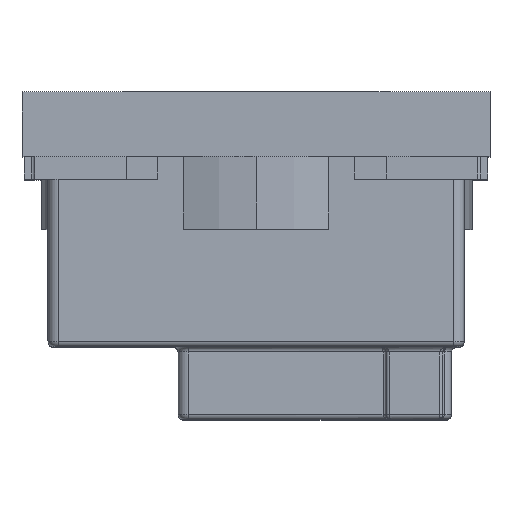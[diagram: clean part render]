
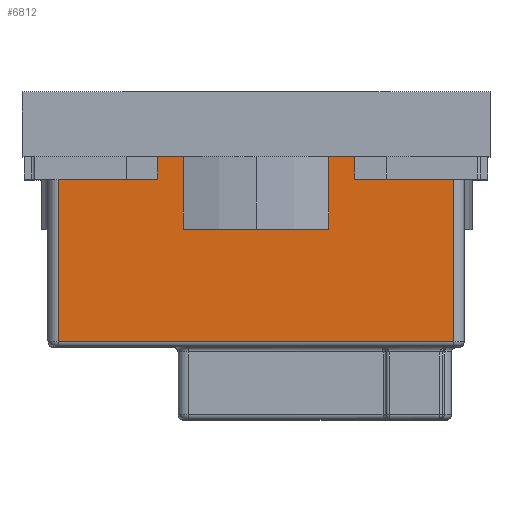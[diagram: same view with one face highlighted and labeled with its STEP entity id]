
A CAD part, top view. The second image highlights one B-rep face of the part: STEP entity #6812.
In plain terms, the highlighted planar face has unit normal (0, 0, 1).
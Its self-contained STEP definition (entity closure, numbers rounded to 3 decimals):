
#111 = LINE ( 'NONE', #5138, #7436 ) ;
#317 = LINE ( 'NONE', #11060, #15991 ) ;
#566 = EDGE_CURVE ( 'NONE', #4909, #7156, #14949, .T. ) ;
#602 = DIRECTION ( 'NONE',  ( -1., 0., 0. ) ) ;
#692 = DIRECTION ( 'NONE',  ( 0., 0., -1. ) ) ;
#747 = VECTOR ( 'NONE', #8446, 1000. ) ;
#1018 = VECTOR ( 'NONE', #10692, 1000. ) ;
#1061 = CARTESIAN_POINT ( 'NONE',  ( 15.5, 17.4, -2.5 ) ) ;
#1122 = EDGE_CURVE ( 'NONE', #4909, #14722, #4981, .T. ) ;
#1692 = CARTESIAN_POINT ( 'NONE',  ( 2.5, 15.2, -2.5 ) ) ;
#1888 = ORIENTED_EDGE ( 'NONE', *, *, #13263, .F. ) ;
#2419 = ORIENTED_EDGE ( 'NONE', *, *, #14924, .T. ) ;
#2708 = VERTEX_POINT ( 'NONE', #16566 ) ;
#2813 = VERTEX_POINT ( 'NONE', #9978 ) ;
#2830 = CARTESIAN_POINT ( 'NONE',  ( 13., -15.6, -2.5 ) ) ;
#2834 = CARTESIAN_POINT ( 'NONE',  ( 22.5, 17.4, -2.5 ) ) ;
#2847 = DIRECTION ( 'NONE',  ( 1., 0., 0. ) ) ;
#3132 = ORIENTED_EDGE ( 'NONE', *, *, #16241, .F. ) ;
#3230 = CARTESIAN_POINT ( 'NONE',  ( 2.5, 15.2, -2.5 ) ) ;
#3686 = CARTESIAN_POINT ( 'NONE',  ( 29.5, 10.4, -2.5 ) ) ;
#3800 = CARTESIAN_POINT ( 'NONE',  ( 41.5, -0.4, -2.5 ) ) ;
#3900 = CARTESIAN_POINT ( 'NONE',  ( 22.5, 17.4, -2.5 ) ) ;
#4078 = VERTEX_POINT ( 'NONE', #10515 ) ;
#4193 = ORIENTED_EDGE ( 'NONE', *, *, #9959, .F. ) ;
#4719 = VECTOR ( 'NONE', #12606, 1000. ) ;
#4803 = CARTESIAN_POINT ( 'NONE',  ( 32., -15.6, -2.5 ) ) ;
#4909 = VERTEX_POINT ( 'NONE', #15594 ) ;
#4945 = CARTESIAN_POINT ( 'NONE',  ( 41.5, -0.9, -2.5 ) ) ;
#4981 = LINE ( 'NONE', #2830, #11510 ) ;
#4983 = CARTESIAN_POINT ( 'NONE',  ( 3.5, -0.4, -2.5 ) ) ;
#5138 = CARTESIAN_POINT ( 'NONE',  ( 15.5, 10.4, -2.5 ) ) ;
#5359 = VERTEX_POINT ( 'NONE', #3686 ) ;
#5444 = VERTEX_POINT ( 'NONE', #3800 ) ;
#5496 = LINE ( 'NONE', #3230, #8138 ) ;
#5530 = VECTOR ( 'NONE', #13230, 1000. ) ;
#5826 = ORIENTED_EDGE ( 'NONE', *, *, #12765, .T. ) ;
#6260 = DIRECTION ( 'NONE',  ( 0., 1., 0. ) ) ;
#6265 = VERTEX_POINT ( 'NONE', #12639 ) ;
#6367 = VECTOR ( 'NONE', #6260, 1000. ) ;
#6467 = VERTEX_POINT ( 'NONE', #7681 ) ;
#6812 = ADVANCED_FACE ( 'NONE', ( #12458 ), #7193, .F. ) ;
#6913 = EDGE_CURVE ( 'NONE', #6467, #13831, #7800, .T. ) ;
#6983 = VERTEX_POINT ( 'NONE', #4983 ) ;
#7156 = VERTEX_POINT ( 'NONE', #1061 ) ;
#7193 = PLANE ( 'NONE',  #8963 ) ;
#7436 = VECTOR ( 'NONE', #14242, 1000. ) ;
#7610 = LINE ( 'NONE', #16746, #14530 ) ;
#7681 = CARTESIAN_POINT ( 'NONE',  ( 32., 15.2, -2.5 ) ) ;
#7800 = LINE ( 'NONE', #4803, #4719 ) ;
#7966 = ORIENTED_EDGE ( 'NONE', *, *, #566, .F. ) ;
#8046 = CARTESIAN_POINT ( 'NONE',  ( 41.5, -0.4, -2.5 ) ) ;
#8138 = VECTOR ( 'NONE', #602, 1000. ) ;
#8196 = VECTOR ( 'NONE', #13409, 1000. ) ;
#8338 = LINE ( 'NONE', #8046, #1018 ) ;
#8363 = ORIENTED_EDGE ( 'NONE', *, *, #10616, .F. ) ;
#8446 = DIRECTION ( 'NONE',  ( 0., 1., 0. ) ) ;
#8547 = ORIENTED_EDGE ( 'NONE', *, *, #12034, .F. ) ;
#8953 = DIRECTION ( 'NONE',  ( 0., -1., 0. ) ) ;
#8963 = AXIS2_PLACEMENT_3D ( 'NONE', #16308, #692, #9828 ) ;
#8995 = EDGE_CURVE ( 'NONE', #2813, #6467, #5496, .T. ) ;
#9828 = DIRECTION ( 'NONE',  ( -1., 0., 0. ) ) ;
#9959 = EDGE_CURVE ( 'NONE', #2708, #5359, #111, .T. ) ;
#9978 = CARTESIAN_POINT ( 'NONE',  ( 41.5, 15.2, -2.5 ) ) ;
#10515 = CARTESIAN_POINT ( 'NONE',  ( 3.5, 15.2, -2.5 ) ) ;
#10615 = ORIENTED_EDGE ( 'NONE', *, *, #8995, .T. ) ;
#10616 = EDGE_CURVE ( 'NONE', #6983, #4078, #317, .T. ) ;
#10692 = DIRECTION ( 'NONE',  ( 1., 0., 0. ) ) ;
#11060 = CARTESIAN_POINT ( 'NONE',  ( 3.5, -0.9, -2.5 ) ) ;
#11158 = LINE ( 'NONE', #16253, #747 ) ;
#11162 = ORIENTED_EDGE ( 'NONE', *, *, #1122, .T. ) ;
#11510 = VECTOR ( 'NONE', #15439, 1000. ) ;
#11531 = VECTOR ( 'NONE', #2847, 1000. ) ;
#11668 = ORIENTED_EDGE ( 'NONE', *, *, #6913, .T. ) ;
#11937 = ORIENTED_EDGE ( 'NONE', *, *, #12653, .T. ) ;
#12034 = EDGE_CURVE ( 'NONE', #7156, #2708, #7610, .T. ) ;
#12168 = CARTESIAN_POINT ( 'NONE',  ( 32., 17.4, -2.5 ) ) ;
#12458 = FACE_OUTER_BOUND ( 'NONE', #14031, .T. ) ;
#12606 = DIRECTION ( 'NONE',  ( 0., 1., 0. ) ) ;
#12639 = CARTESIAN_POINT ( 'NONE',  ( 29.5, 17.4, -2.5 ) ) ;
#12653 = EDGE_CURVE ( 'NONE', #5444, #2813, #12886, .T. ) ;
#12765 = EDGE_CURVE ( 'NONE', #14722, #4078, #15091, .T. ) ;
#12863 = LINE ( 'NONE', #2834, #5530 ) ;
#12886 = LINE ( 'NONE', #4945, #6367 ) ;
#12889 = CARTESIAN_POINT ( 'NONE',  ( 13., 15.2, -2.5 ) ) ;
#13230 = DIRECTION ( 'NONE',  ( 1., 0., 0. ) ) ;
#13263 = EDGE_CURVE ( 'NONE', #6265, #13831, #12863, .T. ) ;
#13409 = DIRECTION ( 'NONE',  ( -1., 0., 0. ) ) ;
#13831 = VERTEX_POINT ( 'NONE', #12168 ) ;
#14031 = EDGE_LOOP ( 'NONE', ( #8363, #2419, #11937, #10615, #11668, #1888, #3132, #4193, #8547, #7966, #11162, #5826 ) ) ;
#14242 = DIRECTION ( 'NONE',  ( 1., 0., 0. ) ) ;
#14530 = VECTOR ( 'NONE', #8953, 1000. ) ;
#14722 = VERTEX_POINT ( 'NONE', #12889 ) ;
#14924 = EDGE_CURVE ( 'NONE', #6983, #5444, #8338, .T. ) ;
#14949 = LINE ( 'NONE', #3900, #11531 ) ;
#14957 = DIRECTION ( 'NONE',  ( 0., 1., 0. ) ) ;
#15091 = LINE ( 'NONE', #1692, #8196 ) ;
#15439 = DIRECTION ( 'NONE',  ( 0., -1., 0. ) ) ;
#15594 = CARTESIAN_POINT ( 'NONE',  ( 13., 17.4, -2.5 ) ) ;
#15991 = VECTOR ( 'NONE', #14957, 1000. ) ;
#16241 = EDGE_CURVE ( 'NONE', #5359, #6265, #11158, .T. ) ;
#16253 = CARTESIAN_POINT ( 'NONE',  ( 29.5, 17.4, -2.5 ) ) ;
#16308 = CARTESIAN_POINT ( 'NONE',  ( 41.5, -0.9, -2.5 ) ) ;
#16566 = CARTESIAN_POINT ( 'NONE',  ( 15.5, 10.4, -2.5 ) ) ;
#16746 = CARTESIAN_POINT ( 'NONE',  ( 15.5, 17.4, -2.5 ) ) ;
